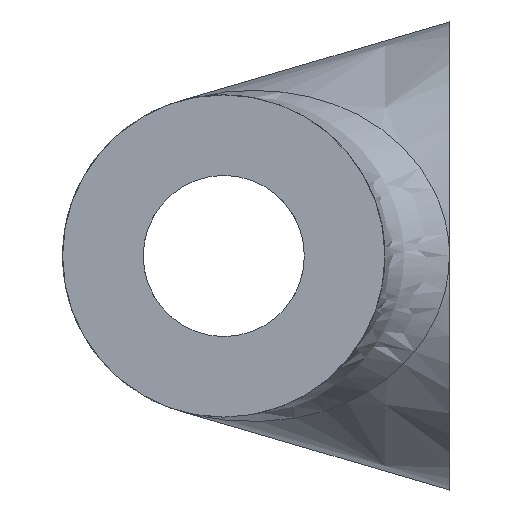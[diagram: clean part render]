
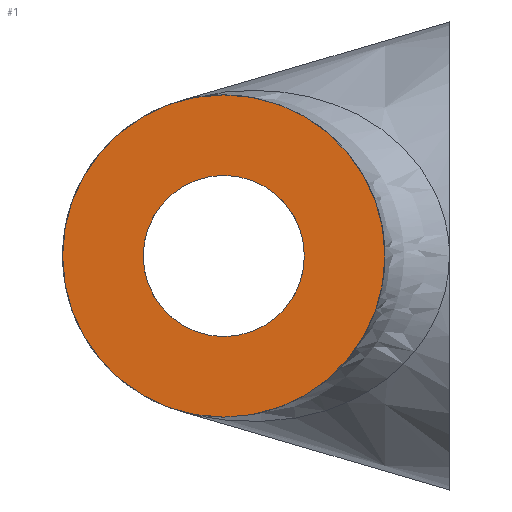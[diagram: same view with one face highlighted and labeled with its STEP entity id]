
A CAD part, left-side view. The second image highlights one B-rep face of the part: STEP entity #1.
In plain terms, the highlighted planar face has unit normal (-1, 0, 0).
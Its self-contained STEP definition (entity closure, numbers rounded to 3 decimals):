
#1 = ADVANCED_FACE ( 'NONE', ( #257, #3 ), #645, .F. ) ;
#3 = FACE_OUTER_BOUND ( 'NONE', #1112, .T. ) ;
#37 = DIRECTION ( 'NONE',  ( 0., 0., -1. ) ) ;
#128 = EDGE_CURVE ( 'NONE', #476, #941, #432, .T. ) ;
#137 = ORIENTED_EDGE ( 'NONE', *, *, #452, .F. ) ;
#257 = FACE_BOUND ( 'NONE', #368, .T. ) ;
#271 = DIRECTION ( 'NONE',  ( -1., 0., 0. ) ) ;
#341 = CIRCLE ( 'NONE', #371, 2.5 ) ;
#368 = EDGE_LOOP ( 'NONE', ( #507, #1063 ) ) ;
#371 = AXIS2_PLACEMENT_3D ( 'NONE', #403, #932, #847 ) ;
#376 = DIRECTION ( 'NONE',  ( 0., 0., -1. ) ) ;
#403 = CARTESIAN_POINT ( 'NONE',  ( 0., 0., 0. ) ) ;
#423 = CARTESIAN_POINT ( 'NONE',  ( 0., 0., 0. ) ) ;
#432 = CIRCLE ( 'NONE', #1090, 1.25 ) ;
#449 = CARTESIAN_POINT ( 'NONE',  ( 0., 0., 2.5 ) ) ;
#452 = EDGE_CURVE ( 'NONE', #1092, #1002, #341, .T. ) ;
#476 = VERTEX_POINT ( 'NONE', #1036 ) ;
#507 = ORIENTED_EDGE ( 'NONE', *, *, #754, .F. ) ;
#602 = DIRECTION ( 'NONE',  ( 0., 0., 1. ) ) ;
#608 = DIRECTION ( 'NONE',  ( 0., 0., 1. ) ) ;
#644 = AXIS2_PLACEMENT_3D ( 'NONE', #1115, #1107, #37 ) ;
#645 = PLANE ( 'NONE',  #898 ) ;
#679 = DIRECTION ( 'NONE',  ( -1., 0., 0. ) ) ;
#693 = CIRCLE ( 'NONE', #644, 2.5 ) ;
#748 = CARTESIAN_POINT ( 'NONE',  ( 0., 0., -2.5 ) ) ;
#754 = EDGE_CURVE ( 'NONE', #941, #476, #1097, .T. ) ;
#847 = DIRECTION ( 'NONE',  ( 0., 0., -1. ) ) ;
#878 = CARTESIAN_POINT ( 'NONE',  ( 0., 0., 0. ) ) ;
#889 = AXIS2_PLACEMENT_3D ( 'NONE', #878, #271, #608 ) ;
#898 = AXIS2_PLACEMENT_3D ( 'NONE', #906, #913, #376 ) ;
#906 = CARTESIAN_POINT ( 'NONE',  ( 0., 0., 0. ) ) ;
#913 = DIRECTION ( 'NONE',  ( 1., 0., 0. ) ) ;
#932 = DIRECTION ( 'NONE',  ( 1., 0., 0. ) ) ;
#941 = VERTEX_POINT ( 'NONE', #981 ) ;
#981 = CARTESIAN_POINT ( 'NONE',  ( 0., 0., 1.25 ) ) ;
#1002 = VERTEX_POINT ( 'NONE', #449 ) ;
#1036 = CARTESIAN_POINT ( 'NONE',  ( 0., 0., -1.25 ) ) ;
#1053 = EDGE_CURVE ( 'NONE', #1002, #1092, #693, .T. ) ;
#1063 = ORIENTED_EDGE ( 'NONE', *, *, #128, .F. ) ;
#1090 = AXIS2_PLACEMENT_3D ( 'NONE', #423, #679, #602 ) ;
#1092 = VERTEX_POINT ( 'NONE', #748 ) ;
#1097 = CIRCLE ( 'NONE', #889, 1.25 ) ;
#1101 = ORIENTED_EDGE ( 'NONE', *, *, #1053, .F. ) ;
#1107 = DIRECTION ( 'NONE',  ( 1., 0., 0. ) ) ;
#1112 = EDGE_LOOP ( 'NONE', ( #1101, #137 ) ) ;
#1115 = CARTESIAN_POINT ( 'NONE',  ( 0., 0., 0. ) ) ;
